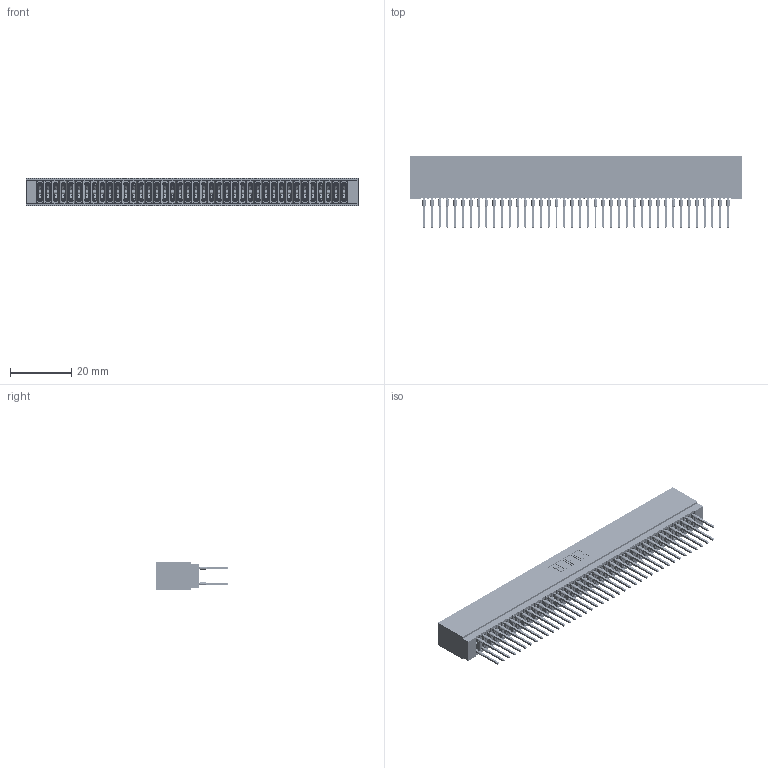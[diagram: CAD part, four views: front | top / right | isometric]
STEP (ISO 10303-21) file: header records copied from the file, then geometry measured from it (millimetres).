
FILE_DESCRIPTION (( 'STEP AP203' ), '1' );
FILE_NAME ('725-080-522-201.STEP', '2026-02-24T19:00:19', ( '' ), ( '' ), 'SwSTEP 2.0', 'SolidWorks 2023', '' );
FILE_SCHEMA (( 'CONFIG_CONTROL_DESIGN' ));
Length unit declared in the file: millimetre
Products named in the file (3): 745-292-001_522; 725-080-522-201; 725 Part_Insulator Option - 01
Assembly tree (81 placements, depth 2):
  725-080-522-201
    725 Part_Insulator Option - 01
    745-292-001_522  x80
Bounding box: 108.2 x 23.51 x 8.89 mm (x, y, z)
Volume: 8675.5 mm3; surface area: 18576 mm2
Topology: 81 solids, 81 shells, 7255 faces, 19494 edges, 12248 vertices
Faces by surface type: plane 3735, bspline 1600, cylinder 1440, torus 480
Entity records: 67578 total; most frequent: CARTESIAN_POINT 12223, ORIENTED_EDGE 11654, DIRECTION 10185, EDGE_CURVE 5827, LINE 5405, VECTOR 5405, VERTEX_POINT 3716, AXIS2_PLACEMENT_3D 2390
